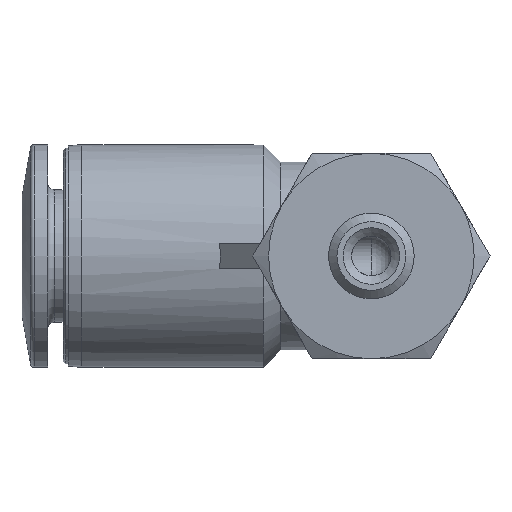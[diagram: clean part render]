
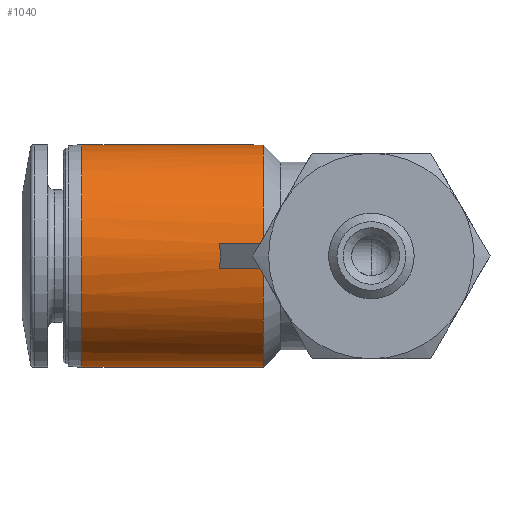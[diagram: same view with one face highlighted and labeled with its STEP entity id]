
A CAD part, front view. The second image highlights one B-rep face of the part: STEP entity #1040.
In plain terms, the highlighted cylindrical face has radius 6.5 mm (diameter 13 mm), a full revolution.
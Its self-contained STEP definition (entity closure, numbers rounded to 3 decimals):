
#61=ELLIPSE('',#1109,9.192,6.5);
#66=LINE('',#1469,#80);
#67=LINE('',#1473,#81);
#80=VECTOR('',#1230,1000.);
#81=VECTOR('',#1233,1000.);
#99=CIRCLE('',#1108,6.5);
#100=CIRCLE('',#1110,6.5);
#156=ORIENTED_EDGE('',*,*,#335,.F.);
#157=ORIENTED_EDGE('',*,*,#336,.T.);
#158=ORIENTED_EDGE('',*,*,#337,.F.);
#159=ORIENTED_EDGE('',*,*,#338,.F.);
#160=ORIENTED_EDGE('',*,*,#339,.T.);
#335=EDGE_CURVE('',#423,#424,#99,.T.);
#336=EDGE_CURVE('',#423,#425,#66,.F.);
#337=EDGE_CURVE('',#426,#425,#61,.T.);
#338=EDGE_CURVE('',#424,#426,#67,.F.);
#339=EDGE_CURVE('',#427,#427,#100,.T.);
#423=VERTEX_POINT('',#1467);
#424=VERTEX_POINT('',#1468);
#425=VERTEX_POINT('',#1470);
#426=VERTEX_POINT('',#1472);
#427=VERTEX_POINT('',#1475);
#509=EDGE_LOOP('',(#156,#157,#158,#159));
#510=EDGE_LOOP('',(#160));
#586=FACE_BOUND('',#509,.T.);
#587=FACE_BOUND('',#510,.T.);
#659=CYLINDRICAL_SURFACE('',#1107,6.5);
#1040=ADVANCED_FACE('',(#586,#587),#659,.T.);
#1107=AXIS2_PLACEMENT_3D('',#1465,#1226,#1227);
#1108=AXIS2_PLACEMENT_3D('',#1466,#1228,#1229);
#1109=AXIS2_PLACEMENT_3D('',#1471,#1231,#1232);
#1110=AXIS2_PLACEMENT_3D('',#1474,#1234,#1235);
#1226=DIRECTION('',(1.,0.,0.));
#1227=DIRECTION('',(0.,0.,-1.));
#1228=DIRECTION('',(1.,0.,0.));
#1229=DIRECTION('',(0.,0.,-1.));
#1230=DIRECTION('',(1.,0.,0.));
#1231=DIRECTION('',(0.707,0.707,0.));
#1232=DIRECTION('',(0.707,-0.707,0.));
#1233=DIRECTION('',(1.,0.,0.));
#1234=DIRECTION('',(1.,0.,0.));
#1235=DIRECTION('',(0.,0.,-1.));
#1465=CARTESIAN_POINT('',(0.,21.9,0.));
#1466=CARTESIAN_POINT('',(-6.3,21.9,0.));
#1467=CARTESIAN_POINT('',(-6.3,15.443,-0.75));
#1468=CARTESIAN_POINT('',(-6.3,15.443,0.75));
#1469=CARTESIAN_POINT('',(0.,15.443,-0.75));
#1470=CARTESIAN_POINT('',(-8.864,15.443,-0.75));
#1471=CARTESIAN_POINT('',(-15.321,21.9,0.));
#1472=CARTESIAN_POINT('',(-8.864,15.443,0.75));
#1473=CARTESIAN_POINT('',(0.,15.443,0.75));
#1474=CARTESIAN_POINT('',(-16.9,21.9,0.));
#1475=CARTESIAN_POINT('',(-16.9,21.9,-6.5));
